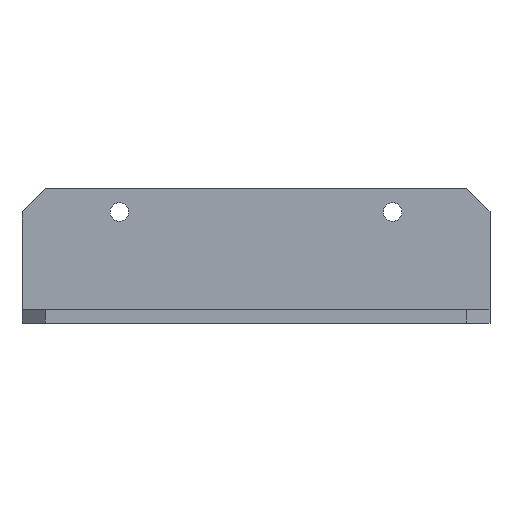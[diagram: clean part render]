
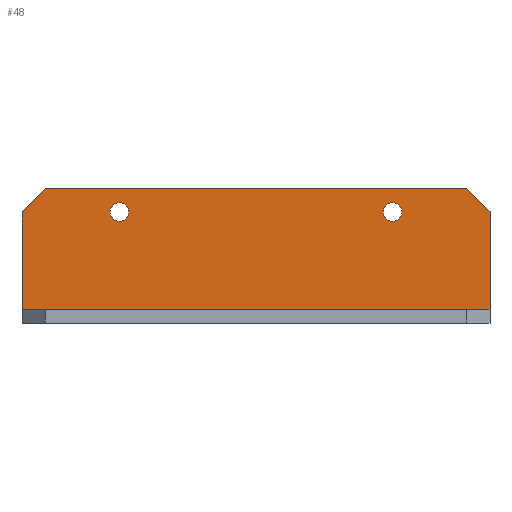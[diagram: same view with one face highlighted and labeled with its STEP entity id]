
A CAD part, left-side view. The second image highlights one B-rep face of the part: STEP entity #48.
In plain terms, the highlighted planar face has unit normal (-1, 0, 0).
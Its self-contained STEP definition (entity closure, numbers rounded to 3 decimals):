
#48=ADVANCED_FACE('',(#64,#66,#68),#70,.T.);
#64=FACE_BOUND('',#65,.T.);
#65=EDGE_LOOP('',(#200,#201,#202,#203,#204,#205));
#66=FACE_BOUND('',#67,.T.);
#67=EDGE_LOOP('',(#206));
#68=FACE_BOUND('',#69,.T.);
#69=EDGE_LOOP('',(#207));
#70=PLANE('',#71);
#71=AXIS2_PLACEMENT_3D('',#72,#73,#74);
#72=CARTESIAN_POINT('',(11.5,50.5,3.));
#73=DIRECTION('',(-1.,0.,0.));
#74=DIRECTION('',(0.,-1.,0.));
#200=ORIENTED_EDGE('',*,*,#276,.F.);
#201=ORIENTED_EDGE('',*,*,#277,.F.);
#202=ORIENTED_EDGE('',*,*,#278,.T.);
#203=ORIENTED_EDGE('',*,*,#279,.T.);
#204=ORIENTED_EDGE('',*,*,#280,.F.);
#205=ORIENTED_EDGE('',*,*,#281,.F.);
#206=ORIENTED_EDGE('',*,*,#282,.T.);
#207=ORIENTED_EDGE('',*,*,#283,.T.);
#276=EDGE_CURVE('',#314,#315,#316,.F.);
#277=EDGE_CURVE('',#317,#314,#318,.T.);
#278=EDGE_CURVE('',#317,#319,#320,.T.);
#279=EDGE_CURVE('',#319,#321,#322,.T.);
#280=EDGE_CURVE('',#323,#321,#324,.F.);
#281=EDGE_CURVE('',#315,#323,#325,.T.);
#282=EDGE_CURVE('',#326,#326,#327,.F.);
#283=EDGE_CURVE('',#328,#328,#329,.F.);
#314=VERTEX_POINT('',#380);
#315=VERTEX_POINT('',#381);
#316=LINE('',#382,#383);
#317=VERTEX_POINT('',#385);
#318=LINE('',#386,#387);
#319=VERTEX_POINT('',#389);
#320=LINE('',#390,#391);
#321=VERTEX_POINT('',#393);
#322=LINE('',#394,#395);
#323=VERTEX_POINT('',#397);
#324=LINE('',#398,#399);
#325=LINE('',#401,#402);
#326=VERTEX_POINT('',#404);
#327=CIRCLE('',#405,2.);
#328=VERTEX_POINT('',#409);
#329=CIRCLE('',#410,2.);
#380=CARTESIAN_POINT('',(11.5,50.5,24.));
#381=CARTESIAN_POINT('',(11.5,45.5,29.));
#382=CARTESIAN_POINT('',(11.5,45.5,29.));
#383=VECTOR('',#384,1.);
#384=DIRECTION('',(0.,0.707,-0.707));
#385=CARTESIAN_POINT('',(11.5,50.5,3.));
#386=CARTESIAN_POINT('',(11.5,50.5,3.));
#387=VECTOR('',#388,1.);
#388=DIRECTION('',(0.,0.,1.));
#389=CARTESIAN_POINT('',(11.5,-50.5,3.));
#390=CARTESIAN_POINT('',(11.5,50.5,3.));
#391=VECTOR('',#392,1.);
#392=DIRECTION('',(0.,-1.,0.));
#393=CARTESIAN_POINT('',(11.5,-50.5,24.));
#394=CARTESIAN_POINT('',(11.5,-50.5,3.));
#395=VECTOR('',#396,1.);
#396=DIRECTION('',(0.,0.,1.));
#397=CARTESIAN_POINT('',(11.5,-45.5,29.));
#398=CARTESIAN_POINT('',(11.5,-50.5,24.));
#399=VECTOR('',#400,1.);
#400=DIRECTION('',(0.,0.707,0.707));
#401=CARTESIAN_POINT('',(11.5,45.5,29.));
#402=VECTOR('',#403,1.);
#403=DIRECTION('',(0.,-1.,0.));
#404=CARTESIAN_POINT('',(11.5,-29.5,22.));
#405=AXIS2_PLACEMENT_3D('',#406,#407,#408);
#406=CARTESIAN_POINT('',(11.5,-29.5,24.));
#407=DIRECTION('',(-1.,0.,0.));
#408=DIRECTION('',(0.,0.,-1.));
#409=CARTESIAN_POINT('',(11.5,29.5,22.));
#410=AXIS2_PLACEMENT_3D('',#411,#412,#413);
#411=CARTESIAN_POINT('',(11.5,29.5,24.));
#412=DIRECTION('',(-1.,0.,0.));
#413=DIRECTION('',(0.,0.,-1.));
